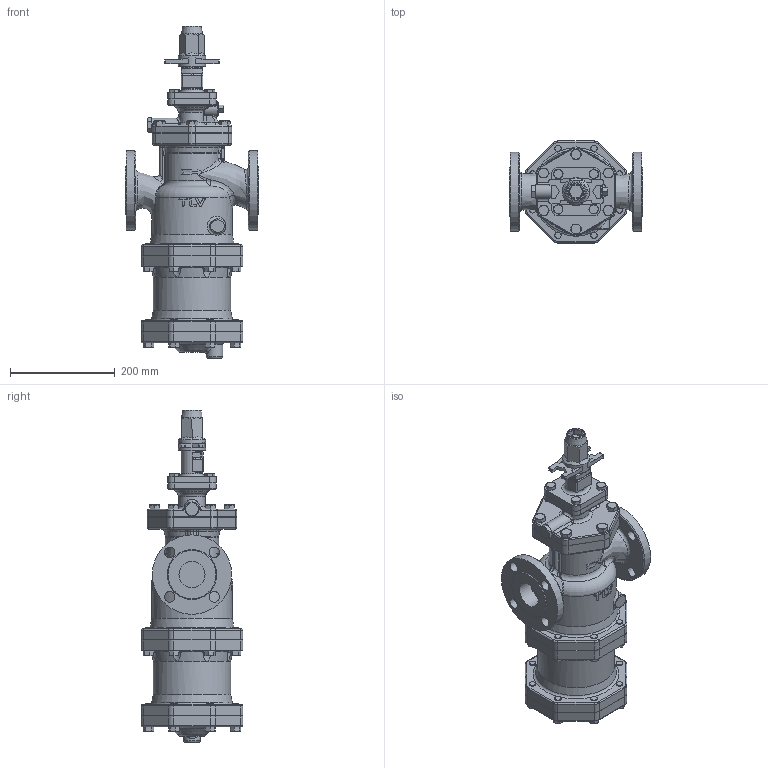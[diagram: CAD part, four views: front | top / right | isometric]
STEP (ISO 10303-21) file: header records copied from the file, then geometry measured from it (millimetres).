
FILE_DESCRIPTION(/* description */ (''),/* implementation_level */ '2;1');
FILE_NAME(/* name */ 'cos3x-050-a0150-00.stp',/* time_stamp */ '2017-11-10T09:23:00+09:00',/* author */ ('nakaot'),/* organization */ (''),/* preprocessor_version */ 'ST-DEVELOPER v15.6',/* originating_system */ 'Autodesk Inventor 2015',/* authorisation */ '');
FILE_SCHEMA (('CONFIG_CONTROL_DESIGN'));
Length unit declared in the file: millimetre
Products named in the file (1): cos3x-050-a0150-00
Bounding box: 255 x 195 x 634.9 mm (x, y, z)
Volume: 9529070.5 mm3; surface area: 670069.4 mm2
Topology: 3 solids, 4 shells, 1117 faces, 2689 edges, 1670 vertices
Faces by surface type: plane 440, cylinder 286, cone 146, bspline 127, torus 96, sphere 22
Full cylindrical faces by diameter (mm): 8.376 x4, 10 x4, 10.106 x6, 12 x42, 13.889 x1, 14 x22, 17.475 x1, 20 x8, 27 x1, 28 x1, 32 x1, 42 x1, 50 x3, 52 x1, 80 x1, 106.856 x1, 119.706 x1, 148 x1, 152 x2, 154 x1
Entity records: 38334 total; most frequent: CARTESIAN_POINT 14294, ORIENTED_EDGE 4974, DIRECTION 4798, EDGE_CURVE 2487, AXIS2_PLACEMENT_3D 1932, VERTEX_POINT 1603, EDGE_LOOP 1408, FACE_OUTER_BOUND 1116
